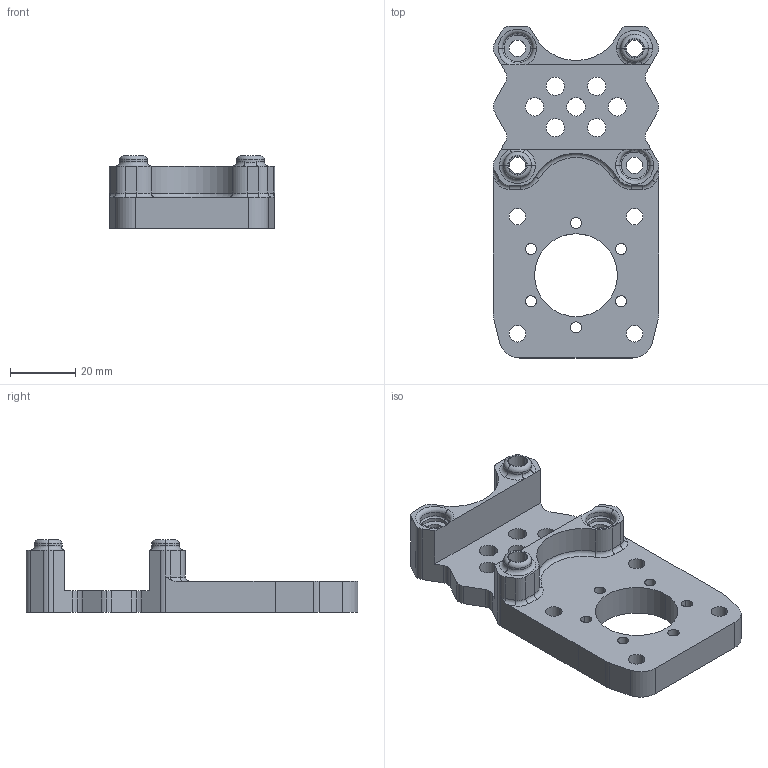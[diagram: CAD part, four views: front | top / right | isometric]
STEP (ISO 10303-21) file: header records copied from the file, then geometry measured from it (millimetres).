
FILE_DESCRIPTION (( 'STEP AP214' ), '1' );
FILE_NAME ('1- CIM-UP Mount - HYPE Block.step', '2023-01-03T04:50:41', ( '' ), ( '' ), 'SwSTEP 2.0', 'SolidWorks 2022', '' );
FILE_SCHEMA (( 'AUTOMOTIVE_DESIGN' ));
Length unit declared in the file: inch
Products named in the file (1): 1- CIM-UP Mount - HYPE Block
Bounding box: 50.8 x 101.81 x 22.23 mm (x, y, z)
Volume: 37718.5 mm3; surface area: 17719.2 mm2
Topology: 1 solids, 1 shells, 188 faces, 505 edges, 327 vertices
Faces by surface type: cylinder 93, plane 68, torus 25, bspline 2
Entity records: 6155 total; most frequent: CARTESIAN_POINT 1125, DIRECTION 1105, ORIENTED_EDGE 1010, EDGE_CURVE 505, AXIS2_PLACEMENT_3D 423, VERTEX_POINT 327, LINE 259, VECTOR 259
